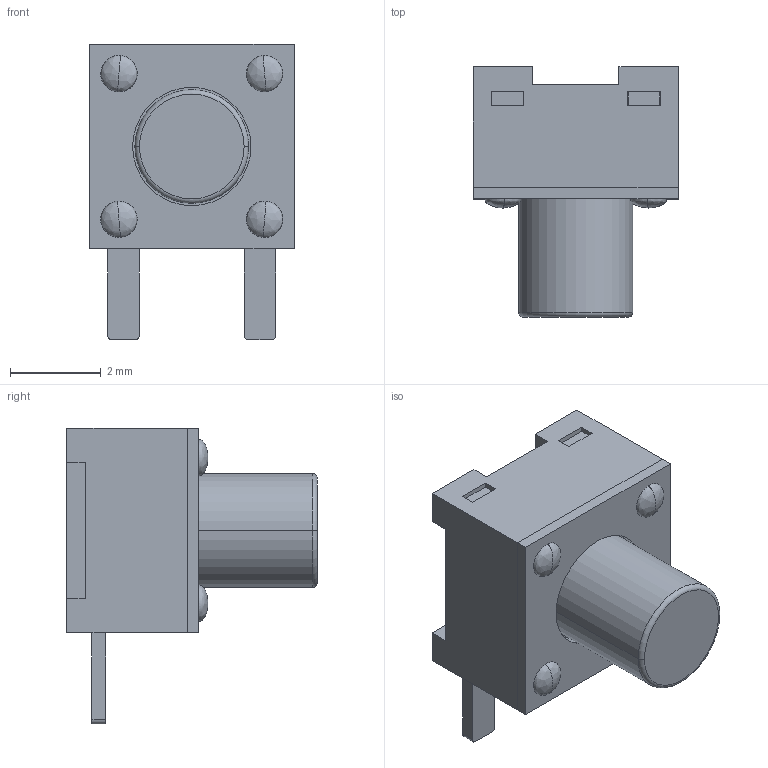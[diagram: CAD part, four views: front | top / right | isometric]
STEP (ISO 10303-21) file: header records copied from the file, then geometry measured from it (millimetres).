
FILE_DESCRIPTION (( 'STEP AP214' ), '1' );
FILE_NAME ('SW-TH_HRO_K2-1109DF-EXXW-XX.STEP', '2023-10-02T09:16:11', ( '' ), ( '' ), 'SwSTEP 2.0', 'SolidWorks 2020', '' );
FILE_SCHEMA (( 'AUTOMOTIVE_DESIGN' ));
Length unit declared in the file: millimetre
Products named in the file (1): SW-TH_HRO_K2-1109DF-EXXW-XX
Bounding box: 4.51 x 5.5 x 6.5 mm (x, y, z)
Volume: 65.7 mm3; surface area: 165.4 mm2
Topology: 2 solids, 2 shells, 312 faces, 835 edges, 552 vertices
Faces by surface type: plane 196, bspline 106, cylinder 8, torus 2
Entity records: 14186 total; most frequent: CARTESIAN_POINT 3662, ORIENTED_EDGE 1654, DIRECTION 1045, EDGE_CURVE 827, VECTOR 591, LINE 591, VERTEX_POINT 552, EDGE_LOOP 347
